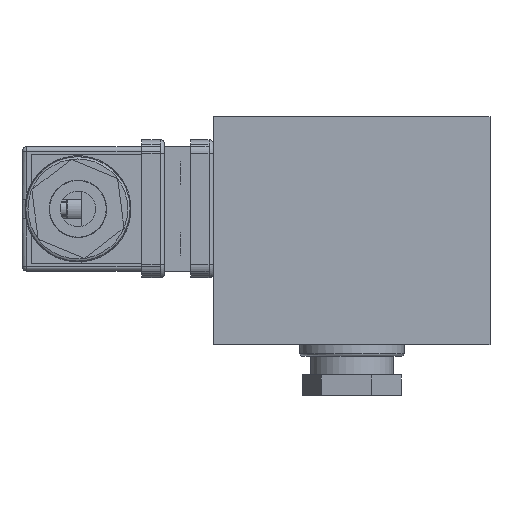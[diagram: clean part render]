
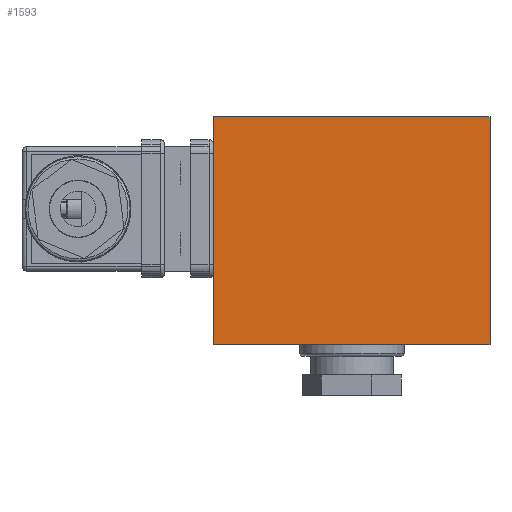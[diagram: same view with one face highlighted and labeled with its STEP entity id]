
A CAD part, front view. The second image highlights one B-rep face of the part: STEP entity #1593.
In plain terms, the highlighted planar face has unit normal (0, -1, 0).
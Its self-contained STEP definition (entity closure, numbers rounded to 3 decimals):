
#1593 = ADVANCED_FACE( '', ( #3311 ), #3312, .F. );
#3311 = FACE_OUTER_BOUND( '', #5299, .T. );
#3312 = PLANE( '', #5300 );
#5299 = EDGE_LOOP( '', ( #9962, #9963, #9964, #9965 ) );
#5300 = AXIS2_PLACEMENT_3D( '', #9966, #9967, #9968 );
#9962 = ORIENTED_EDGE( '', *, *, #12451, .F. );
#9963 = ORIENTED_EDGE( '', *, *, #12406, .F. );
#9964 = ORIENTED_EDGE( '', *, *, #11507, .F. );
#9965 = ORIENTED_EDGE( '', *, *, #11938, .F. );
#9966 = CARTESIAN_POINT( '', ( -30., -530., 24.75 ) );
#9967 = DIRECTION( '', ( 0., 1., 0. ) );
#9968 = DIRECTION( '', ( 0., 0., 1. ) );
#11507 = EDGE_CURVE( '', #13830, #13832, #13833, .T. );
#11938 = EDGE_CURVE( '', #14467, #13830, #14469, .T. );
#12406 = EDGE_CURVE( '', #13832, #15092, #15093, .T. );
#12451 = EDGE_CURVE( '', #15092, #14467, #15149, .T. );
#13830 = VERTEX_POINT( '', #17581 );
#13832 = VERTEX_POINT( '', #17584 );
#13833 = LINE( '', #17585, #17586 );
#14467 = VERTEX_POINT( '', #18692 );
#14469 = LINE( '', #18695, #18696 );
#15092 = VERTEX_POINT( '', #19819 );
#15093 = LINE( '', #19820, #19821 );
#15149 = LINE( '', #19990, #19991 );
#17581 = CARTESIAN_POINT( '', ( 30., -530., 24.75 ) );
#17584 = CARTESIAN_POINT( '', ( 30., -530., -24.75 ) );
#17585 = CARTESIAN_POINT( '', ( 30., -530., 24.75 ) );
#17586 = VECTOR( '', #20857, 1000. );
#18692 = CARTESIAN_POINT( '', ( -30., -530., 24.75 ) );
#18695 = CARTESIAN_POINT( '', ( -30., -530., 24.75 ) );
#18696 = VECTOR( '', #21154, 1000. );
#19819 = CARTESIAN_POINT( '', ( -30., -530., -24.75 ) );
#19820 = CARTESIAN_POINT( '', ( 30., -530., -24.75 ) );
#19821 = VECTOR( '', #21470, 1000. );
#19990 = CARTESIAN_POINT( '', ( -30., -530., -24.75 ) );
#19991 = VECTOR( '', #21483, 1000. );
#20857 = DIRECTION( '', ( 0., 0., -1. ) );
#21154 = DIRECTION( '', ( 1., 0., 0. ) );
#21470 = DIRECTION( '', ( -1., 0., 0. ) );
#21483 = DIRECTION( '', ( 0., 0., 1. ) );
